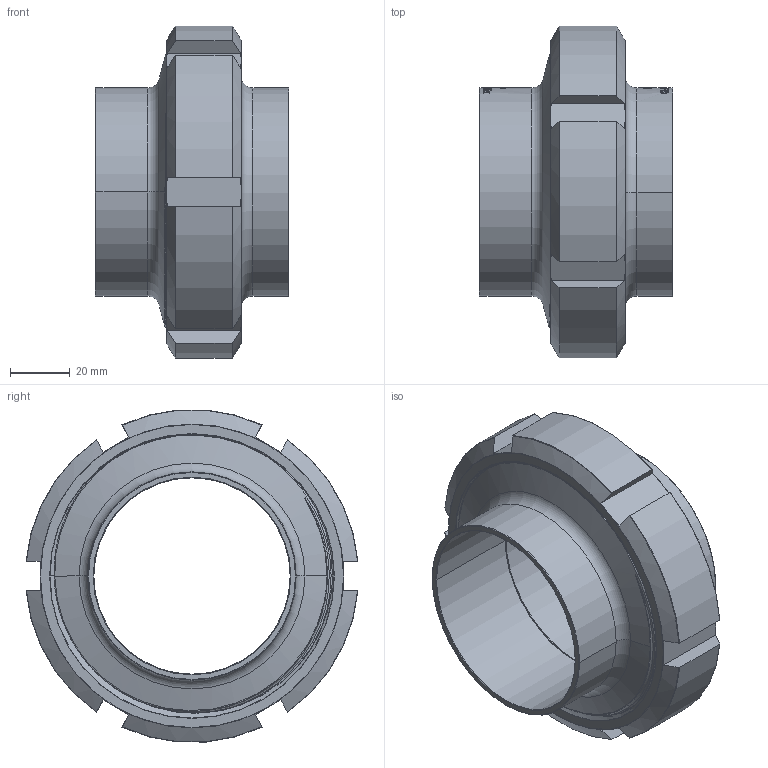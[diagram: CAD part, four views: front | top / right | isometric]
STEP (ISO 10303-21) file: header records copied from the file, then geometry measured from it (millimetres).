
FILE_DESCRIPTION (( 'STEP AP214' ), '1' );
FILE_NAME ('GL-212-065-x Verschraubung DIN11851 heco.STEP', '2017-08-28T08:55:23', ( '' ), ( '' ), 'SwSTEP 2.0', 'SolidWorks 2016', '' );
FILE_SCHEMA (( 'AUTOMOTIVE_DESIGN' ));
Length unit declared in the file: millimetre
Products named in the file (1): GL-212-065-x Verschraubung DIN11851 heco
Bounding box: 65 x 111.55 x 111.58 mm (x, y, z)
Volume: 162447.4 mm3; surface area: 77614 mm2
Topology: 4 solids, 4 shells, 723 faces, 1885 edges, 1235 vertices
Faces by surface type: bspline 304, plane 229, cylinder 88, torus 75, cone 27
Entity records: 63440 total; most frequent: CARTESIAN_POINT 40271, ORIENTED_EDGE 3770, DIRECTION 2071, EDGE_CURVE 1885, VERTEX_POINT 1235, B_SPLINE_CURVE_WITH_KNOTS 967, EDGE_LOOP 796, AXIS2_PLACEMENT_3D 769
